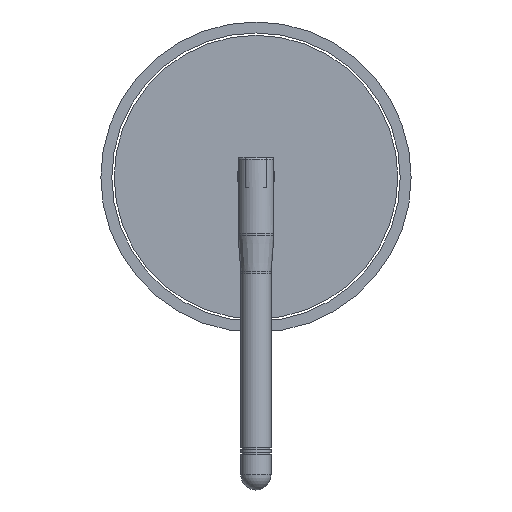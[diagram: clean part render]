
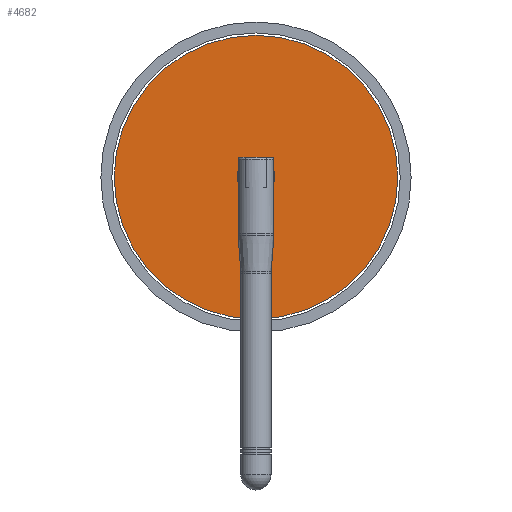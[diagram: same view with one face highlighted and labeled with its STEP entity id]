
A CAD part, front view. The second image highlights one B-rep face of the part: STEP entity #4682.
In plain terms, the highlighted planar face has unit normal (0, -1, 0).
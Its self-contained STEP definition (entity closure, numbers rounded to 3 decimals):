
#326=PLANE('',#5143);
#505=FACE_OUTER_BOUND('',#820,.T.);
#820=EDGE_LOOP('',(#3246));
#1755=CIRCLE('',#5144,37.468);
#2105=VERTEX_POINT('',#7532);
#2555=EDGE_CURVE('',#2105,#2105,#1755,.T.);
#3246=ORIENTED_EDGE('',*,*,#2555,.T.);
#4682=ADVANCED_FACE('',(#505),#326,.F.);
#5143=AXIS2_PLACEMENT_3D('',#7531,#5877,#5878);
#5144=AXIS2_PLACEMENT_3D('',#7533,#5879,#5880);
#5877=DIRECTION('center_axis',(0.,1.,0.));
#5878=DIRECTION('ref_axis',(1.,0.,0.));
#5879=DIRECTION('center_axis',(0.,-1.,0.));
#5880=DIRECTION('ref_axis',(1.,0.,0.));
#7531=CARTESIAN_POINT('Origin',(0.,-2.,0.));
#7532=CARTESIAN_POINT('',(-37.468,-2.,0.));
#7533=CARTESIAN_POINT('Origin',(0.,-2.,0.));
